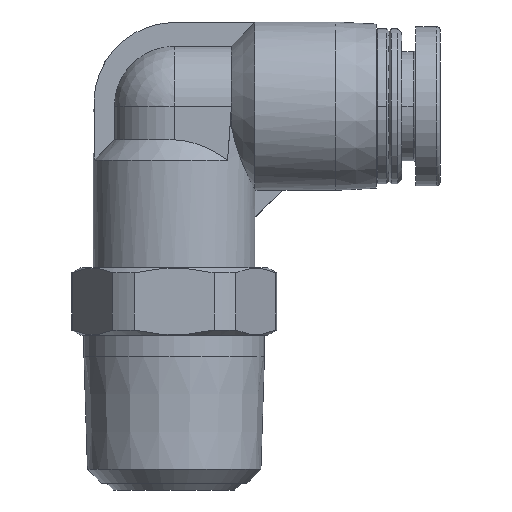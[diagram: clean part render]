
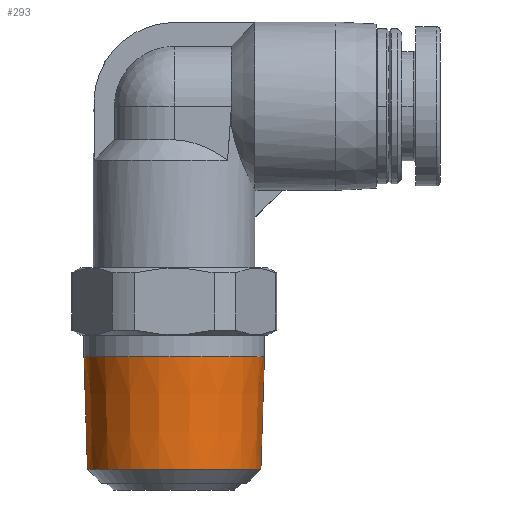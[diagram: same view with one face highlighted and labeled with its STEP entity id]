
A CAD part, front view. The second image highlights one B-rep face of the part: STEP entity #293.
In plain terms, the highlighted conical face has half-angle 1.79 degrees and reference radius 6.439 mm.
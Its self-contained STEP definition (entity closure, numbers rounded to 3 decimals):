
#42=CONICAL_SURFACE('',#1792,6.439,1.79);
#121=VECTOR('',#1901,8.363);
#122=VECTOR('',#1902,8.363);
#185=LINE('',#1623,#121);
#186=LINE('',#1622,#122);
#293=ADVANCED_FACE('JKL6-02__',(#383),#42,.T.);
#383=FACE_OUTER_BOUND('',#1275,.T.);
#658=ORIENTED_EDGE('',*,*,#949,.T.);
#659=ORIENTED_EDGE('',*,*,#947,.F.);
#660=ORIENTED_EDGE('',*,*,#948,.F.);
#661=ORIENTED_EDGE('',*,*,#939,.T.);
#939=EDGE_CURVE('97',#1189,#1188,#1064,.T.);
#947=EDGE_CURVE('105',#1191,#1190,#1067,.T.);
#948=EDGE_CURVE('108',#1189,#1191,#185,.T.);
#949=EDGE_CURVE('164',#1188,#1190,#186,.T.);
#1064=CIRCLE('',#1782,6.7);
#1067=CIRCLE('',#1790,6.439);
#1188=VERTEX_POINT('29',#1622);
#1189=VERTEX_POINT('87',#1623);
#1190=VERTEX_POINT('33',#1625);
#1191=VERTEX_POINT('90',#1626);
#1275=EDGE_LOOP('',(#658,#659,#660,#661));
#1622=CARTESIAN_POINT('',(-6.7,0.,9.898));
#1623=CARTESIAN_POINT('',(6.7,0.,9.898));
#1624=CARTESIAN_POINT('',(0.,0.,9.898));
#1625=CARTESIAN_POINT('',(-6.439,0.,1.539));
#1626=CARTESIAN_POINT('',(6.439,0.,1.539));
#1627=CARTESIAN_POINT('',(0.,0.,1.539));
#1782=AXIS2_PLACEMENT_3D('',#1624,#1847,#1846);
#1790=AXIS2_PLACEMENT_3D('',#1627,#1847,#1846);
#1792=AXIS2_PLACEMENT_3D('',#1627,#1845,#1903);
#1845=DIRECTION('',(0.,0.,1.));
#1846=DIRECTION('',(1.,0.,0.));
#1847=DIRECTION('',(0.,0.,-1.));
#1901=DIRECTION('',(-0.031,0.,-1.));
#1902=DIRECTION('',(0.031,0.,-1.));
#1903=DIRECTION('',(-0.997,0.083,0.));
